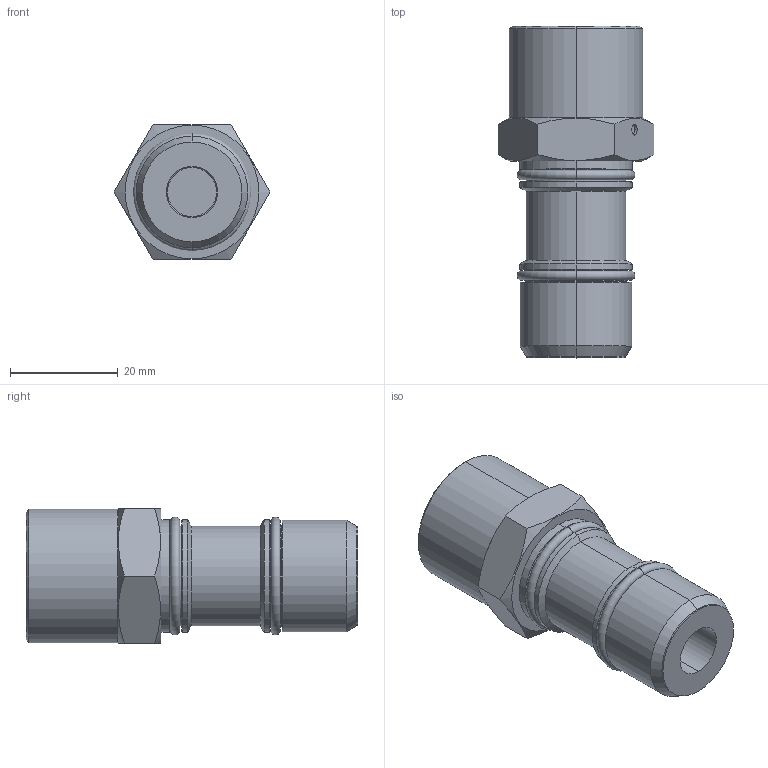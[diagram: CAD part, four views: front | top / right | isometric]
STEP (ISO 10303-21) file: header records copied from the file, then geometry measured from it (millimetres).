
FILE_DESCRIPTION (( 'STEP AP203' ), '1' );
FILE_NAME ('04350B04.STEP', '2011-05-06T15:01:24', ( '' ), ( 'sopra-pneumatic' ), 'SwSTEP 2.0', 'SolidWorks 2009', '' );
FILE_SCHEMA (( 'CONFIG_CONTROL_DESIGN' ));
Length unit declared in the file: millimetre
Products named in the file (1): 04350B04
Bounding box: 28.87 x 61.5 x 25 mm (x, y, z)
Volume: 22578.6 mm3; surface area: 6533.8 mm2
Topology: 1 solids, 1 shells, 82 faces, 174 edges, 98 vertices
Faces by surface type: cylinder 33, cone 26, torus 12, plane 11
Entity records: 2423 total; most frequent: CARTESIAN_POINT 593, DIRECTION 394, ORIENTED_EDGE 348, EDGE_CURVE 174, AXIS2_PLACEMENT_3D 169, VERTEX_POINT 98, EDGE_LOOP 86, CIRCLE 86
